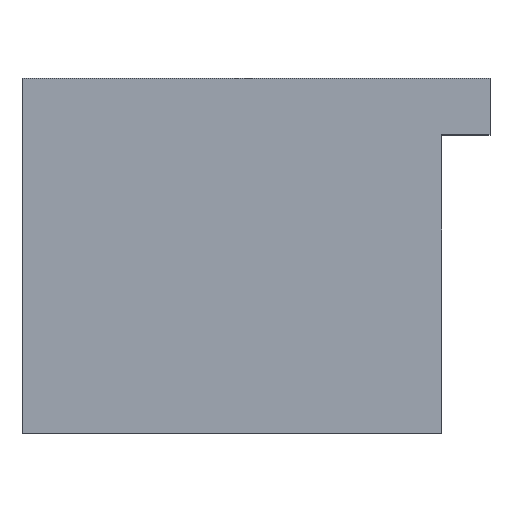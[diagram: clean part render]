
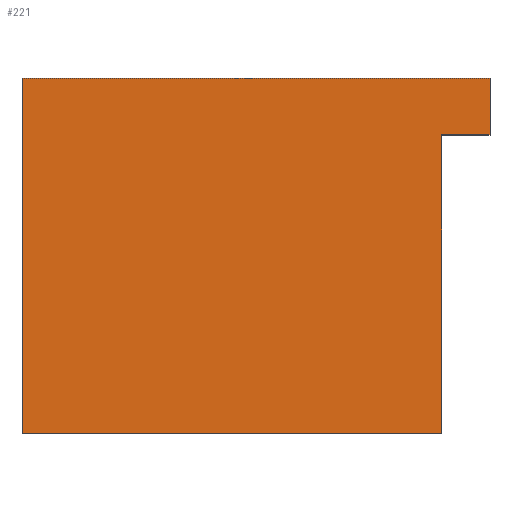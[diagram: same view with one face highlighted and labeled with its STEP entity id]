
A CAD part, top view. The second image highlights one B-rep face of the part: STEP entity #221.
In plain terms, the highlighted planar face has unit normal (0, 0, 1).
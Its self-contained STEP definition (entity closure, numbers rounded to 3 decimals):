
#38=FACE_OUTER_BOUND('',#52,.T.);
#52=EDGE_LOOP('',(#180,#181,#182,#183,#184,#185));
#59=LINE('',#327,#80);
#65=LINE('',#339,#86);
#67=LINE('',#342,#88);
#68=LINE('',#345,#89);
#76=LINE('',#375,#97);
#77=LINE('',#377,#98);
#80=VECTOR('',#263,10.);
#86=VECTOR('',#271,10.);
#88=VECTOR('',#275,10.);
#89=VECTOR('',#278,10.);
#97=VECTOR('',#312,10.);
#98=VECTOR('',#315,10.);
#101=VERTEX_POINT('',#324);
#102=VERTEX_POINT('',#326);
#105=VERTEX_POINT('',#333);
#107=VERTEX_POINT('',#337);
#108=VERTEX_POINT('',#344);
#116=VERTEX_POINT('',#371);
#119=EDGE_CURVE('',#101,#102,#59,.T.);
#125=EDGE_CURVE('',#105,#107,#65,.T.);
#127=EDGE_CURVE('',#107,#102,#67,.T.);
#128=EDGE_CURVE('',#105,#108,#68,.T.);
#142=EDGE_CURVE('',#116,#108,#76,.T.);
#143=EDGE_CURVE('',#116,#101,#77,.T.);
#180=ORIENTED_EDGE('',*,*,#143,.F.);
#181=ORIENTED_EDGE('',*,*,#142,.T.);
#182=ORIENTED_EDGE('',*,*,#128,.F.);
#183=ORIENTED_EDGE('',*,*,#125,.T.);
#184=ORIENTED_EDGE('',*,*,#127,.T.);
#185=ORIENTED_EDGE('',*,*,#119,.F.);
#207=PLANE('',#255);
#221=ADVANCED_FACE('',(#38),#207,.T.);
#255=AXIS2_PLACEMENT_3D('',#376,#313,#314);
#263=DIRECTION('',(1.,0.,0.));
#271=DIRECTION('',(1.,0.,0.));
#275=DIRECTION('',(0.,1.,0.));
#278=DIRECTION('',(0.,-1.,0.));
#312=DIRECTION('',(1.,0.,0.));
#313=DIRECTION('center_axis',(0.,0.,1.));
#314=DIRECTION('ref_axis',(0.,-1.,0.));
#315=DIRECTION('',(0.,1.,0.));
#324=CARTESIAN_POINT('',(0.,142.887,101.753));
#326=CARTESIAN_POINT('',(29.,142.887,101.753));
#327=CARTESIAN_POINT('',(0.,142.887,101.753));
#333=CARTESIAN_POINT('',(26.,139.387,101.753));
#337=CARTESIAN_POINT('',(29.,139.387,101.753));
#339=CARTESIAN_POINT('',(26.,139.387,101.753));
#342=CARTESIAN_POINT('',(29.,140.887,101.753));
#344=CARTESIAN_POINT('',(26.,120.887,101.753));
#345=CARTESIAN_POINT('',(26.,140.887,101.753));
#371=CARTESIAN_POINT('',(0.,120.887,101.753));
#375=CARTESIAN_POINT('',(0.,120.887,101.753));
#376=CARTESIAN_POINT('Origin',(0.,140.887,101.753));
#377=CARTESIAN_POINT('',(0.,140.887,101.753));
